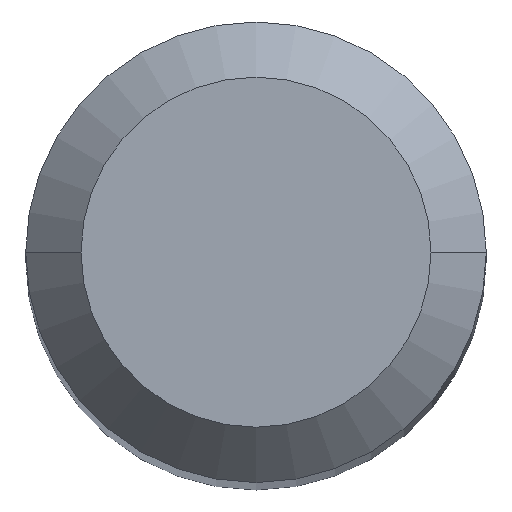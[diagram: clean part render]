
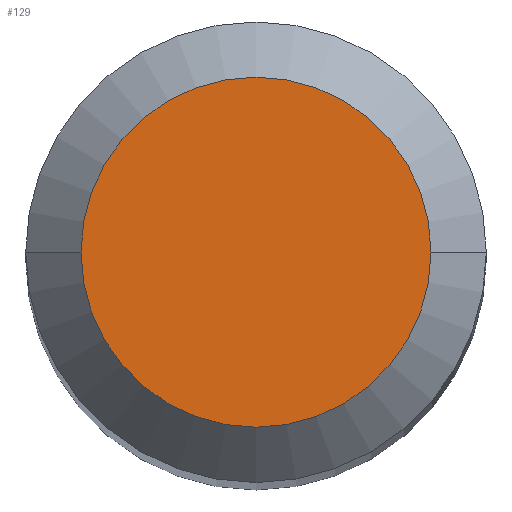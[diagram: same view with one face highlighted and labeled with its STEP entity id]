
A CAD part, top view. The second image highlights one B-rep face of the part: STEP entity #129.
In plain terms, the highlighted planar face has unit normal (0, 0, 1).
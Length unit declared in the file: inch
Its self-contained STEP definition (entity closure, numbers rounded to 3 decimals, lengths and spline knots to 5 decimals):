
#21 = CIRCLE ( 'NONE', #215, 0.0475 ) ;
#33 = CIRCLE ( 'NONE', #287, 0.0475 ) ;
#44 = AXIS2_PLACEMENT_3D ( 'NONE', #100, #269, #245 ) ;
#71 = VERTEX_POINT ( 'NONE', #315 ) ;
#77 = DIRECTION ( 'NONE',  ( 1., 0., 0. ) ) ;
#87 = ORIENTED_EDGE ( 'NONE', *, *, #177, .T. ) ;
#91 = ORIENTED_EDGE ( 'NONE', *, *, #202, .T. ) ;
#100 = CARTESIAN_POINT ( 'NONE',  ( 0., 0., 1.5 ) ) ;
#104 = CARTESIAN_POINT ( 'NONE',  ( 0., 0., 1.5 ) ) ;
#129 = ADVANCED_FACE ( 'NONE', ( #220 ), #321, .T. ) ;
#139 = VERTEX_POINT ( 'NONE', #267 ) ;
#177 = EDGE_CURVE ( 'NONE', #71, #139, #21, .T. ) ;
#195 = DIRECTION ( 'NONE',  ( 0., 0., 1. ) ) ;
#198 = EDGE_LOOP ( 'NONE', ( #87, #91 ) ) ;
#202 = EDGE_CURVE ( 'NONE', #139, #71, #33, .T. ) ;
#215 = AXIS2_PLACEMENT_3D ( 'NONE', #104, #195, #216 ) ;
#216 = DIRECTION ( 'NONE',  ( 1., 0., 0. ) ) ;
#220 = FACE_OUTER_BOUND ( 'NONE', #198, .T. ) ;
#245 = DIRECTION ( 'NONE',  ( 1., 0., 0. ) ) ;
#267 = CARTESIAN_POINT ( 'NONE',  ( 0.0475, 0., 1.5 ) ) ;
#269 = DIRECTION ( 'NONE',  ( 0., 0., 1. ) ) ;
#287 = AXIS2_PLACEMENT_3D ( 'NONE', #291, #319, #77 ) ;
#291 = CARTESIAN_POINT ( 'NONE',  ( 0., 0., 1.5 ) ) ;
#315 = CARTESIAN_POINT ( 'NONE',  ( -0.0475, 0., 1.5 ) ) ;
#319 = DIRECTION ( 'NONE',  ( 0., 0., 1. ) ) ;
#321 = PLANE ( 'NONE',  #44 ) ;
